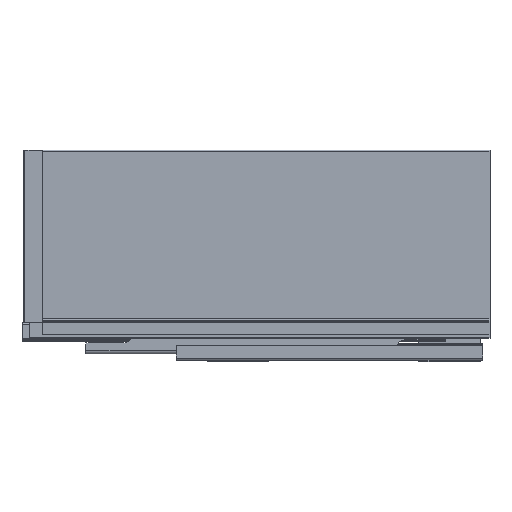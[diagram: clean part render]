
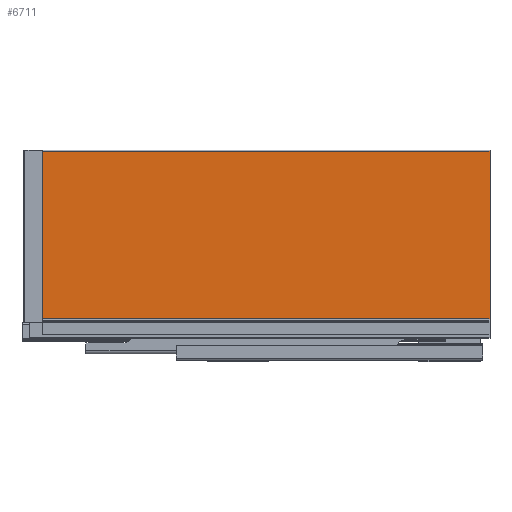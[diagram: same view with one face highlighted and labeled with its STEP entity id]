
A CAD part, top view. The second image highlights one B-rep face of the part: STEP entity #6711.
In plain terms, the highlighted planar face has unit normal (0, 0, 1).
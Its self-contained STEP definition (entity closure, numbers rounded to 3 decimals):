
#225 = DIRECTION ( 'NONE',  ( 0., -1., 0. ) ) ;
#622 = CARTESIAN_POINT ( 'NONE',  ( 0., 20.5, 14. ) ) ;
#714 = EDGE_LOOP ( 'NONE', ( #5137, #6282, #3540, #988 ) ) ;
#967 = LINE ( 'NONE', #6283, #8516 ) ;
#988 = ORIENTED_EDGE ( 'NONE', *, *, #9059, .F. ) ;
#1743 = VECTOR ( 'NONE', #8961, 1000. ) ;
#2083 = VERTEX_POINT ( 'NONE', #9128 ) ;
#2171 = VECTOR ( 'NONE', #225, 1000. ) ;
#2338 = CARTESIAN_POINT ( 'NONE',  ( -492., 199., 14. ) ) ;
#2572 = EDGE_CURVE ( 'NONE', #7055, #9519, #9783, .T. ) ;
#2740 = CARTESIAN_POINT ( 'NONE',  ( 0., 199., 14. ) ) ;
#2855 = EDGE_CURVE ( 'NONE', #2083, #3211, #3563, .T. ) ;
#3203 = CARTESIAN_POINT ( 'NONE',  ( 0., 199., 14. ) ) ;
#3211 = VERTEX_POINT ( 'NONE', #622 ) ;
#3483 = PLANE ( 'NONE',  #9502 ) ;
#3514 = CARTESIAN_POINT ( 'NONE',  ( 0., 20.5, 14. ) ) ;
#3540 = ORIENTED_EDGE ( 'NONE', *, *, #2855, .T. ) ;
#3563 = LINE ( 'NONE', #3514, #1743 ) ;
#4363 = FACE_OUTER_BOUND ( 'NONE', #714, .T. ) ;
#4520 = DIRECTION ( 'NONE',  ( 1., 0., 0. ) ) ;
#4922 = CARTESIAN_POINT ( 'NONE',  ( -492., 199., 14. ) ) ;
#5137 = ORIENTED_EDGE ( 'NONE', *, *, #2572, .F. ) ;
#5528 = EDGE_CURVE ( 'NONE', #7055, #2083, #967, .T. ) ;
#5805 = DIRECTION ( 'NONE',  ( 0., 0., 1. ) ) ;
#6256 = CARTESIAN_POINT ( 'NONE',  ( -475.5, 199., 14. ) ) ;
#6282 = ORIENTED_EDGE ( 'NONE', *, *, #5528, .T. ) ;
#6283 = CARTESIAN_POINT ( 'NONE',  ( -475.5, 199., 14. ) ) ;
#6346 = LINE ( 'NONE', #3203, #2171 ) ;
#6451 = VECTOR ( 'NONE', #4520, 1000. ) ;
#6711 = ADVANCED_FACE ( 'NONE', ( #4363 ), #3483, .T. ) ;
#7055 = VERTEX_POINT ( 'NONE', #6256 ) ;
#7179 = DIRECTION ( 'NONE',  ( 0., -1., 0. ) ) ;
#7985 = DIRECTION ( 'NONE',  ( 0., -1., 0. ) ) ;
#8516 = VECTOR ( 'NONE', #7179, 1000. ) ;
#8961 = DIRECTION ( 'NONE',  ( 1., 0., 0. ) ) ;
#9059 = EDGE_CURVE ( 'NONE', #9519, #3211, #6346, .T. ) ;
#9128 = CARTESIAN_POINT ( 'NONE',  ( -475.5, 20.5, 14. ) ) ;
#9502 = AXIS2_PLACEMENT_3D ( 'NONE', #4922, #5805, #7985 ) ;
#9519 = VERTEX_POINT ( 'NONE', #2740 ) ;
#9783 = LINE ( 'NONE', #2338, #6451 ) ;
